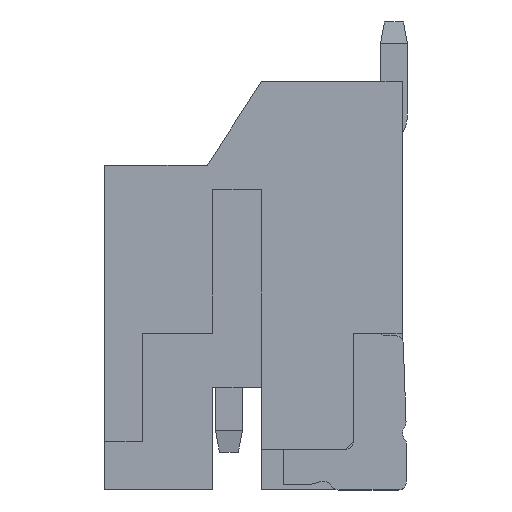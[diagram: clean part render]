
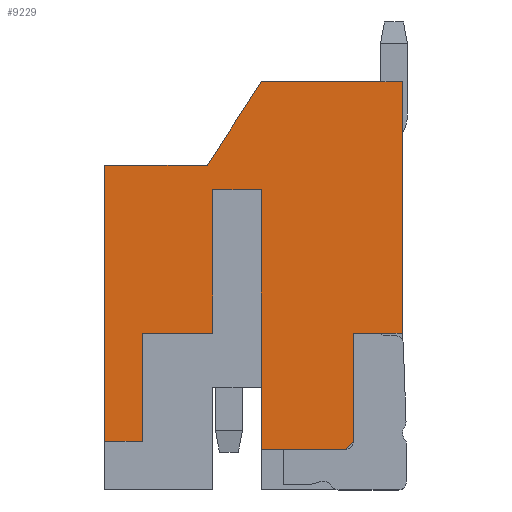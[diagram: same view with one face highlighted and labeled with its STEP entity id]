
A CAD part, left-side view. The second image highlights one B-rep face of the part: STEP entity #9229.
In plain terms, the highlighted planar face has unit normal (-1, 0, 0).
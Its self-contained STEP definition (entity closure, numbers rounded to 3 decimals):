
#1477=DIRECTION('',(0.,0.,-1.));
#1478=VECTOR('',#1477,5.1);
#1479=CARTESIAN_POINT('',(-13.95,0.,6.));
#1480=LINE('',#1479,#1478);
#1481=DIRECTION('',(0.,1.,0.));
#1482=VECTOR('',#1481,1.9);
#1483=CARTESIAN_POINT('',(-13.95,-1.9,6.));
#1484=LINE('',#1483,#1482);
#1485=DIRECTION('',(0.,0.542,-0.84));
#1486=VECTOR('',#1485,1.845);
#1487=CARTESIAN_POINT('',(-13.95,-2.9,7.55));
#1488=LINE('',#1487,#1486);
#1489=DIRECTION('',(0.,1.,0.));
#1490=VECTOR('',#1489,2.6);
#1491=CARTESIAN_POINT('',(-13.95,-5.5,7.55));
#1492=LINE('',#1491,#1490);
#1493=DIRECTION('',(0.,0.,1.));
#1494=VECTOR('',#1493,4.65);
#1495=CARTESIAN_POINT('',(-13.95,-5.5,2.9));
#1496=LINE('',#1495,#1494);
#1497=DIRECTION('',(0.,-0.707,0.707));
#1498=VECTOR('',#1497,0.212);
#1499=CARTESIAN_POINT('',(-13.95,-4.45,0.75));
#1500=LINE('',#1499,#1498);
#1501=DIRECTION('',(0.,-1.,0.));
#1502=VECTOR('',#1501,1.55);
#1503=CARTESIAN_POINT('',(-13.95,-2.9,0.75));
#1504=LINE('',#1503,#1502);
#1505=DIRECTION('',(0.,-1.,0.));
#1506=VECTOR('',#1505,1.3);
#1507=CARTESIAN_POINT('',(-13.95,-0.7,2.9));
#1508=LINE('',#1507,#1506);
#1513=DIRECTION('',(0.,0.,1.));
#1514=VECTOR('',#1513,2.65);
#1515=CARTESIAN_POINT('',(-13.95,-2.,2.9));
#1516=LINE('',#1515,#1514);
#1525=DIRECTION('',(0.,-1.,0.));
#1526=VECTOR('',#1525,0.9);
#1527=CARTESIAN_POINT('',(-13.95,-2.,5.55));
#1528=LINE('',#1527,#1526);
#1537=DIRECTION('',(0.,0.,-1.));
#1538=VECTOR('',#1537,4.8);
#1539=CARTESIAN_POINT('',(-13.95,-2.9,5.55));
#1540=LINE('',#1539,#1538);
#5163=DIRECTION('',(0.,-1.,0.));
#5164=VECTOR('',#5163,0.7);
#5165=CARTESIAN_POINT('',(-13.95,0.,0.9));
#5166=LINE('',#5165,#5164);
#5187=DIRECTION('',(0.,0.,1.));
#5188=VECTOR('',#5187,2.);
#5189=CARTESIAN_POINT('',(-13.95,-0.7,0.9));
#5190=LINE('',#5189,#5188);
#5351=DIRECTION('',(0.,-1.,0.));
#5352=VECTOR('',#5351,0.9);
#5353=CARTESIAN_POINT('',(-13.95,-4.6,2.9));
#5354=LINE('',#5353,#5352);
#5539=DIRECTION('',(0.,0.,1.));
#5540=VECTOR('',#5539,2.);
#5541=CARTESIAN_POINT('',(-13.95,-4.6,0.9));
#5542=LINE('',#5541,#5540);
#6443=CARTESIAN_POINT('',(-13.95,-1.9,6.));
#6444=VERTEX_POINT('',#6443);
#6445=CARTESIAN_POINT('',(-13.95,0.,6.));
#6446=VERTEX_POINT('',#6445);
#6725=CARTESIAN_POINT('',(-13.95,-5.5,2.9));
#6726=VERTEX_POINT('',#6725);
#6727=CARTESIAN_POINT('',(-13.95,-5.5,7.55));
#6728=VERTEX_POINT('',#6727);
#6765=CARTESIAN_POINT('',(-13.95,-2.9,0.75));
#6766=VERTEX_POINT('',#6765);
#6767=CARTESIAN_POINT('',(-13.95,-4.45,0.75));
#6768=VERTEX_POINT('',#6767);
#6835=CARTESIAN_POINT('',(-13.95,0.,0.9));
#6836=VERTEX_POINT('',#6835);
#6857=CARTESIAN_POINT('',(-13.95,-2.9,7.55));
#6858=VERTEX_POINT('',#6857);
#6859=CARTESIAN_POINT('',(-13.95,-0.7,2.9));
#6860=CARTESIAN_POINT('',(-13.95,-2.,2.9));
#6861=VERTEX_POINT('',#6859);
#6862=VERTEX_POINT('',#6860);
#6863=CARTESIAN_POINT('',(-13.95,-0.7,0.9));
#6864=VERTEX_POINT('',#6863);
#6865=CARTESIAN_POINT('',(-13.95,-4.6,2.9));
#6866=VERTEX_POINT('',#6865);
#6867=CARTESIAN_POINT('',(-13.95,-4.6,0.9));
#6868=VERTEX_POINT('',#6867);
#6869=CARTESIAN_POINT('',(-13.95,-2.9,5.55));
#6870=VERTEX_POINT('',#6869);
#6871=CARTESIAN_POINT('',(-13.95,-2.,5.55));
#6872=VERTEX_POINT('',#6871);
#9195=CARTESIAN_POINT('',(-13.95,-2.75,4.15));
#9196=DIRECTION('',(1.,0.,0.));
#9197=DIRECTION('',(0.,-1.,0.));
#9198=AXIS2_PLACEMENT_3D('',#9195,#9196,#9197);
#9199=PLANE('',#9198);
#9201=ORIENTED_EDGE('',*,*,#9200,.F.);
#9203=ORIENTED_EDGE('',*,*,#9202,.F.);
#9205=ORIENTED_EDGE('',*,*,#9204,.F.);
#9207=ORIENTED_EDGE('',*,*,#9206,.F.);
#9209=ORIENTED_EDGE('',*,*,#9208,.F.);
#9211=ORIENTED_EDGE('',*,*,#9210,.F.);
#9213=ORIENTED_EDGE('',*,*,#9212,.F.);
#9214=ORIENTED_EDGE('',*,*,#8647,.F.);
#9216=ORIENTED_EDGE('',*,*,#9215,.F.);
#9218=ORIENTED_EDGE('',*,*,#9217,.F.);
#9219=ORIENTED_EDGE('',*,*,#9183,.F.);
#9220=ORIENTED_EDGE('',*,*,#8756,.F.);
#9222=ORIENTED_EDGE('',*,*,#9221,.F.);
#9224=ORIENTED_EDGE('',*,*,#9223,.F.);
#9226=ORIENTED_EDGE('',*,*,#9225,.F.);
#9227=EDGE_LOOP('',(#9201,#9203,#9205,#9207,#9209,#9211,#9213,#9214,#9216,#9218,
#9219,#9220,#9222,#9224,#9226));
#9228=FACE_OUTER_BOUND('',#9227,.F.);
#8647=EDGE_CURVE('',#6726,#6728,#1496,.T.);
#8756=EDGE_CURVE('',#6766,#6768,#1504,.T.);
#9183=EDGE_CURVE('',#6768,#6868,#1500,.T.);
#9200=EDGE_CURVE('',#6861,#6862,#1508,.T.);
#9202=EDGE_CURVE('',#6864,#6861,#5190,.T.);
#9204=EDGE_CURVE('',#6836,#6864,#5166,.T.);
#9206=EDGE_CURVE('',#6446,#6836,#1480,.T.);
#9208=EDGE_CURVE('',#6444,#6446,#1484,.T.);
#9210=EDGE_CURVE('',#6858,#6444,#1488,.T.);
#9212=EDGE_CURVE('',#6728,#6858,#1492,.T.);
#9215=EDGE_CURVE('',#6866,#6726,#5354,.T.);
#9217=EDGE_CURVE('',#6868,#6866,#5542,.T.);
#9221=EDGE_CURVE('',#6870,#6766,#1540,.T.);
#9223=EDGE_CURVE('',#6872,#6870,#1528,.T.);
#9225=EDGE_CURVE('',#6862,#6872,#1516,.T.);
#9229=ADVANCED_FACE('',(#9228),#9199,.F.);
